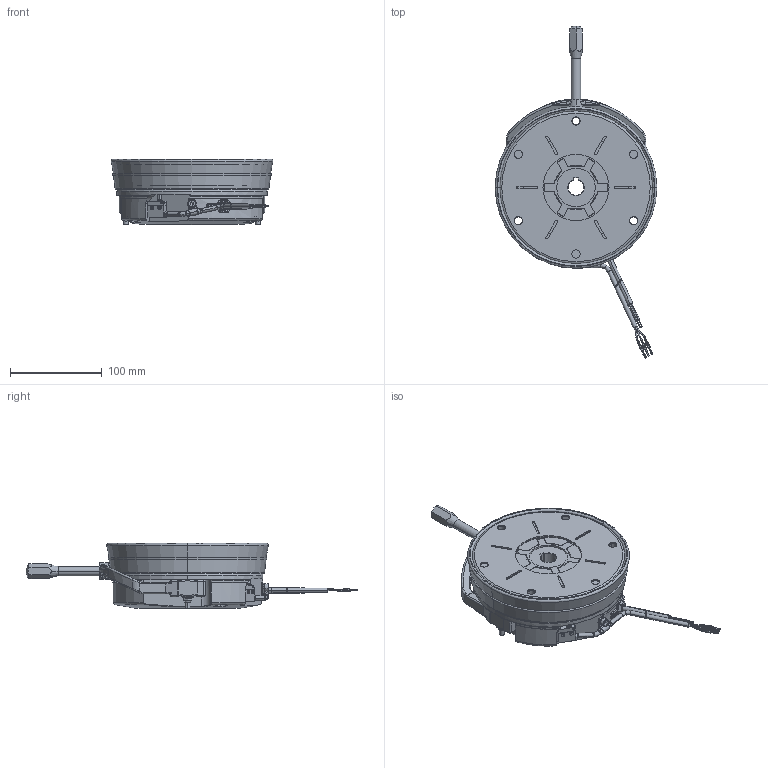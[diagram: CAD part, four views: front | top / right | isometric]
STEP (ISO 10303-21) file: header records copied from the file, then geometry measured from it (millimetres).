
FILE_DESCRIPTION (( 'STEP AP214' ), '1' );
FILE_NAME ('dr_bk_0638-hmrs_mu.STEP', '2021-11-29T09:30:27', ( '' ), ( '' ), 'SwSTEP 2.0', 'SolidWorks 2019', '' );
FILE_SCHEMA (( 'AUTOMOTIVE_DESIGN' ));
Length unit declared in the file: millimetre
Products named in the file (10): 10068438_000_Einbauzustand 160,5 x 166,5 x 33; 10068440_000; 10068432_000; dr_bk_0638-hmrs_mu; 10068436_000; 10069423_000; 10068441_000; 10068430_000; 10068437_000; 10068433_000
Assembly tree (11 placements, depth 2):
  dr_bk_0638-hmrs_mu
    10068436_000
    10068437_000
    10068433_000
    10068430_000  x3
    10068432_000
    10068438_000_Einbauzustand 160,5 x 166,5 x 33
    10068440_000
    10068441_000
    10069423_000
Bounding box: 176.14 x 361.66 x 71.11 mm (x, y, z)
Volume: 1219311.4 mm3; surface area: 279363.9 mm2
Topology: 25 solids, 40 shells, 2047 faces, 5086 edges, 3120 vertices
Faces by surface type: plane 787, cylinder 703, bspline 246, cone 165, torus 127, sphere 19
Entity records: 96739 total; most frequent: CARTESIAN_POINT 31782, ORIENTED_EDGE 9878, DIRECTION 9181, EDGE_CURVE 4941, AXIS2_PLACEMENT_3D 3448, VERTEX_POINT 3066, VECTOR 2285, LINE 2285
